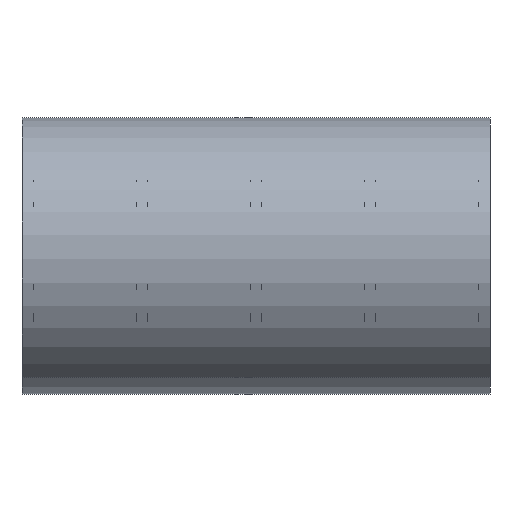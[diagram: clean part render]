
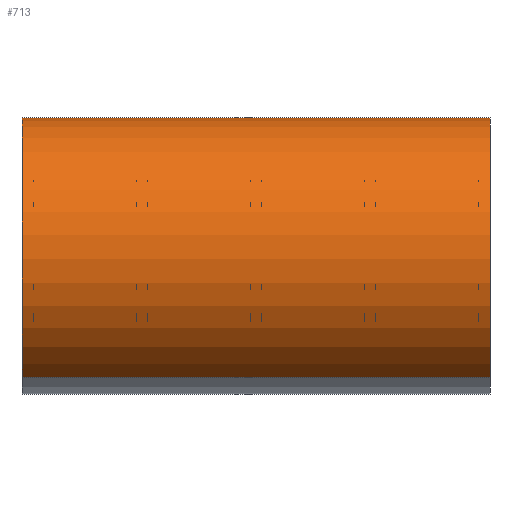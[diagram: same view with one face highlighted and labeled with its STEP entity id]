
A CAD part, front view. The second image highlights one B-rep face of the part: STEP entity #713.
In plain terms, the highlighted cylindrical face has radius 605 mm (diameter 1210 mm), a partial arc.
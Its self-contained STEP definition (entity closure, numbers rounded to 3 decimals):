
#661=CARTESIAN_POINT('Vertex',(-2025.,290.052,530.937)) ;
#663=CARTESIAN_POINT('Vertex',(-2025.,-290.052,-530.937)) ;
#666=CARTESIAN_POINT('Line Origine',(-1000.,290.052,530.937)) ;
#670=CARTESIAN_POINT('Vertex',(25.,290.052,530.937)) ;
#677=CARTESIAN_POINT('Vertex',(25.,-290.052,-530.937)) ;
#680=CARTESIAN_POINT('Line Origine',(-1000.,-290.052,-530.937)) ;
#692=CARTESIAN_POINT('Axis2P3D Location',(-1000.,0.,0.)) ;
#697=CARTESIAN_POINT('Axis2P3D Location',(25.,0.,0.)) ;
#702=CARTESIAN_POINT('Axis2P3D Location',(-2025.,0.,0.)) ;
#667=DIRECTION('Vector Direction',(1.,0.,0.)) ;
#681=DIRECTION('Vector Direction',(1.,0.,0.)) ;
#693=DIRECTION('Axis2P3D Direction',(1.,0.,-0.)) ;
#694=DIRECTION('Axis2P3D XDirection',(0.,0.479,0.878)) ;
#698=DIRECTION('Axis2P3D Direction',(1.,0.,-0.)) ;
#703=DIRECTION('Axis2P3D Direction',(1.,0.,-0.)) ;
#695=AXIS2_PLACEMENT_3D('Cylinder Axis2P3D',#692,#693,#694) ;
#699=AXIS2_PLACEMENT_3D('Circle Axis2P3D',#697,#698,$) ;
#704=AXIS2_PLACEMENT_3D('Circle Axis2P3D',#702,#703,$) ;
#708=ORIENTED_EDGE('',*,*,#684,.F.) ;
#709=ORIENTED_EDGE('',*,*,#701,.F.) ;
#710=ORIENTED_EDGE('',*,*,#672,.T.) ;
#711=ORIENTED_EDGE('',*,*,#706,.F.) ;
#668=VECTOR('Line Direction',#667,1.) ;
#682=VECTOR('Line Direction',#681,1.) ;
#713=ADVANCED_FACE('Brep With Voids',(#712),#696,.T.) ;
#700=CIRCLE('generated circle',#699,605.) ;
#705=CIRCLE('generated circle',#704,605.) ;
#696=CYLINDRICAL_SURFACE('generated cylinder',#695,605.) ;
#672=EDGE_CURVE('',#671,#662,#669,.F.) ;
#684=EDGE_CURVE('',#678,#664,#683,.F.) ;
#701=EDGE_CURVE('',#671,#678,#700,.T.) ;
#706=EDGE_CURVE('',#664,#662,#705,.F.) ;
#707=EDGE_LOOP('',(#708,#709,#710,#711)) ;
#712=FACE_OUTER_BOUND('',#707,.T.) ;
#669=LINE('Line',#666,#668) ;
#683=LINE('Line',#680,#682) ;
#662=VERTEX_POINT('',#661) ;
#664=VERTEX_POINT('',#663) ;
#671=VERTEX_POINT('',#670) ;
#678=VERTEX_POINT('',#677) ;
